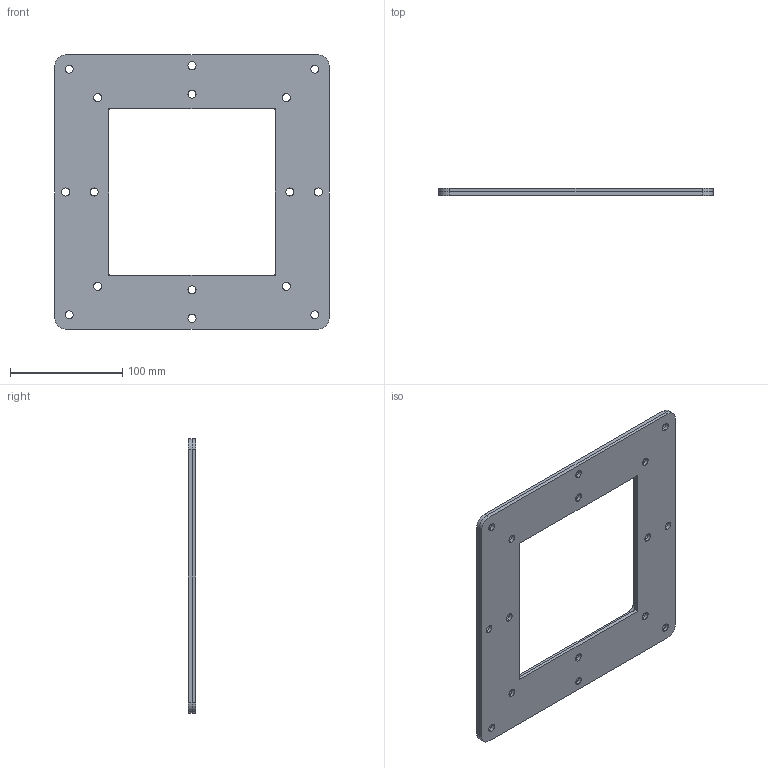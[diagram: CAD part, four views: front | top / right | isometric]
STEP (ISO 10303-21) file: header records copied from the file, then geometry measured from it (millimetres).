
FILE_DESCRIPTION (( 'STEP AP203' ), '1' );
FILE_NAME ('1487ERCD.step', '2024-04-25T14:42:24', ( '' ), ( '' ), 'SwSTEP 2.0', 'SolidWorks 2023', '' );
FILE_SCHEMA (( 'CONFIG_CONTROL_DESIGN' ));
Length unit declared in the file: inch
Products named in the file (1): 1487ERCD
Bounding box: 244.47 x 6.35 x 244.47 mm (x, y, z)
Volume: 222578.5 mm3; surface area: 157293.3 mm2
Topology: 3 solids, 3 shells, 114 faces, 324 edges, 216 vertices
Faces by surface type: cylinder 84, plane 30
Entity records: 4011 total; most frequent: DIRECTION 722, CARTESIAN_POINT 655, ORIENTED_EDGE 648, EDGE_CURVE 324, AXIS2_PLACEMENT_3D 283, VERTEX_POINT 216, EDGE_LOOP 184, CIRCLE 168
